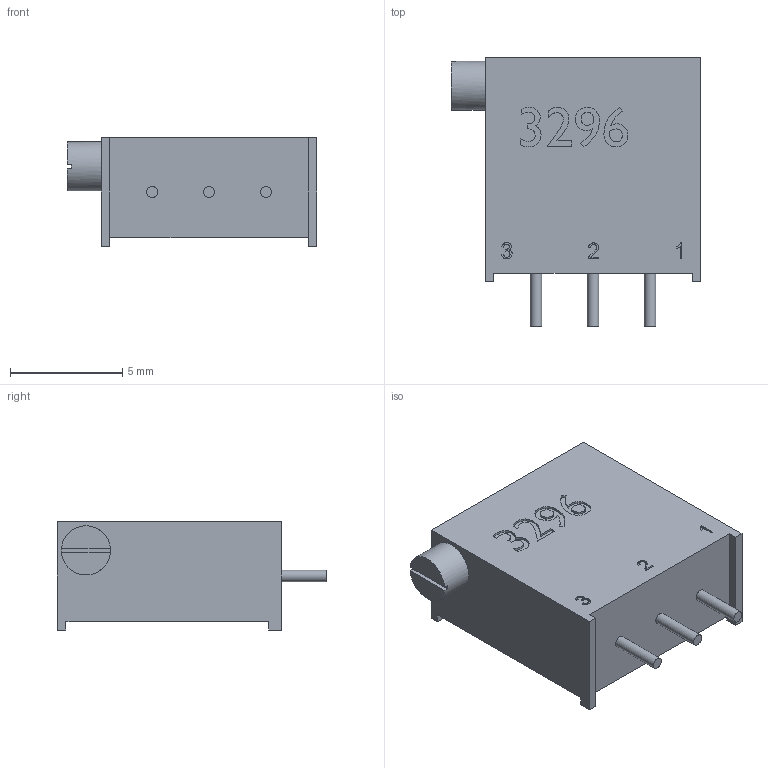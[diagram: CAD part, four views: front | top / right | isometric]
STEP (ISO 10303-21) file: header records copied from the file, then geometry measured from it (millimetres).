
FILE_DESCRIPTION(/* description */ (''),/* implementation_level */ '2;1');
FILE_NAME(/* name */ 'Trimpot 3296X.step',/* time_stamp */ '2019-03-10T20:05:18+11:00',/* author */ ('austfox'),/* organization */ (''),/* preprocessor_version */ 'ST-DEVELOPER v17.2',/* originating_system */ 'Autodesk Translation Framework v7.6.0.251',/* authorisation */ '');
FILE_SCHEMA (('AUTOMOTIVE_DESIGN { 1 0 10303 214 3 1 1 }'));
Length unit declared in the file: millimetre
Products named in the file (1): Trimpot 3296X
Bounding box: 11.12 x 12 x 4.82 mm (x, y, z)
Volume: 418.4 mm3; surface area: 400.3 mm2
Topology: 5 solids, 5 shells, 197 faces, 534 edges, 356 vertices
Faces by surface type: bspline 130, plane 63, cylinder 4
Full cylindrical faces by diameter (mm): 0.51 x3, 2.19 x1
Entity records: 7423 total; most frequent: CARTESIAN_POINT 3298, ORIENTED_EDGE 1068, EDGE_CURVE 534, DIRECTION 422, VERTEX_POINT 356, LINE 262, VECTOR 262, B_SPLINE_CURVE_WITH_KNOTS 260
